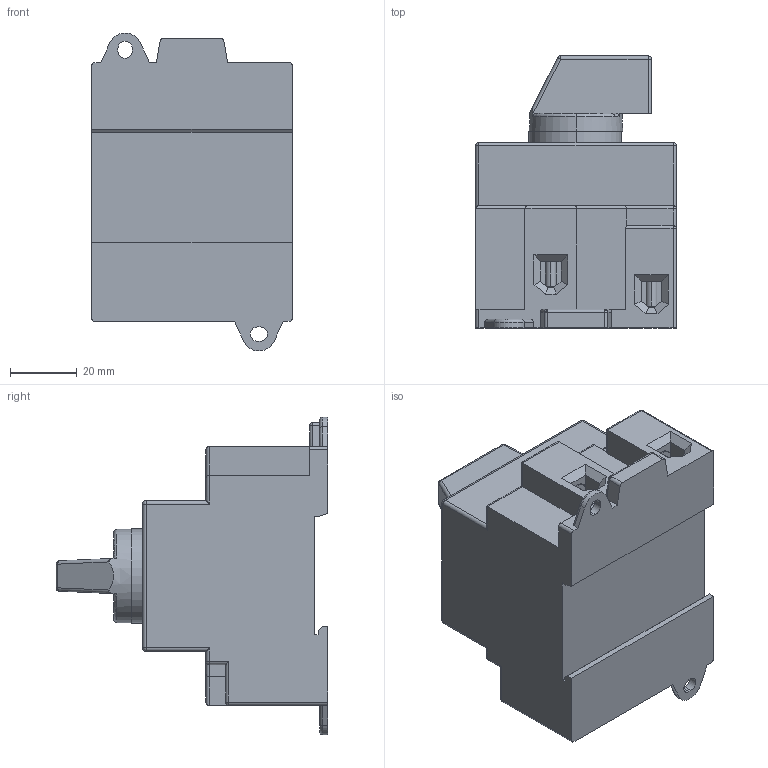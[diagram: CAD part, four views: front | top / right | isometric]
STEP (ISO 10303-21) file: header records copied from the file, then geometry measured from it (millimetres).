
FILE_DESCRIPTION((''),'2;1');
FILE_NAME('004660060_3DFILE_ASM','2022-01-10T11:05:13',('marketing.praksa'),('Audax d.o.o.'),'CREO PARAMETRIC BY PTC INC, 2021304','CREO PARAMETRIC BY PTC INC, 2021304','');
FILE_SCHEMA(('AP242_MANAGED_MODEL_BASED_3D_ENGINEERING_MIM_LF { 1 0 10303 442 1 1 4 }'));
Length unit declared in the file: millimetre
Products named in the file (5): G2_48X48_MIT_KLEMMKONUS; DUMMIE_SCHALTERKRP0001; 64_SCREW; PRT9565; 004660060_3DFILE_ASM
Assembly tree (7 placements, depth 2):
  004660060_3DFILE_ASM
    G2_48X48_MIT_KLEMMKONUS
    DUMMIE_SCHALTERKRP0001
    64_SCREW  x4
    PRT9565
Bounding box: 60 x 81.3 x 95 mm (x, y, z)
Volume: 202267.6 mm3; surface area: 32586.3 mm2
Topology: 9 solids, 10 shells, 535 faces, 1426 edges, 898 vertices
Faces by surface type: plane 259, cylinder 178, cone 34, sphere 26, torus 22, bspline 16
Entity records: 18747 total; most frequent: CARTESIAN_POINT 2844, DIRECTION 2042, ORIENTED_EDGE 2028, PRESENTATION_STYLE_ASSIGNMENT 1411, STYLED_ITEM 1411, CURVE_STYLE 1014, EDGE_CURVE 1014, AXIS2_PLACEMENT_3D 704
